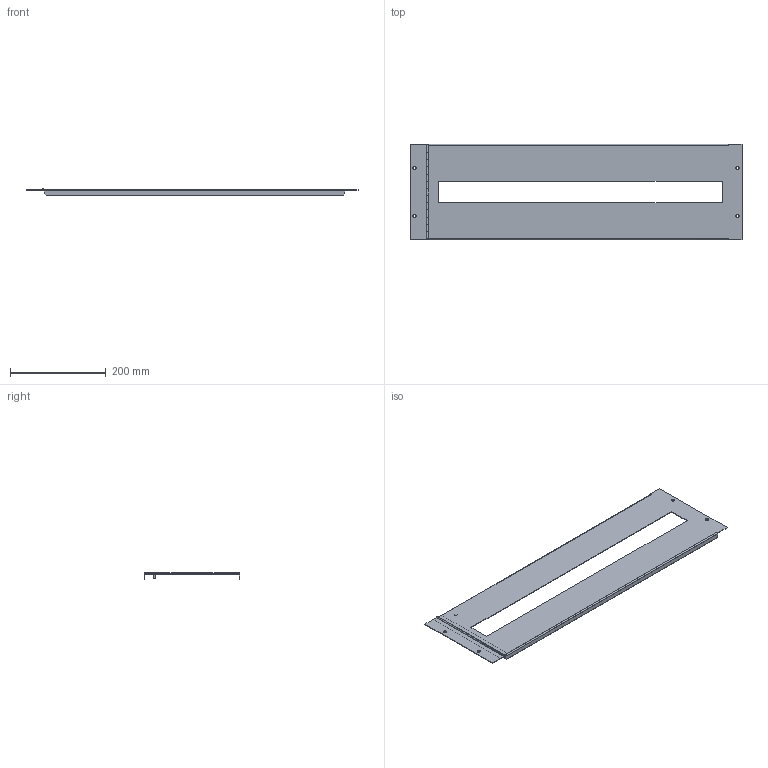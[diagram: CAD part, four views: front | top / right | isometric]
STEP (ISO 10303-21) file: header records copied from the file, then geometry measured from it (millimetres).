
FILE_DESCRIPTION(/* description */ (''),/* implementation_level */ '2;1');
FILE_NAME(/* name */ 'TMA2080.stp',/* time_stamp */ '2017-02-06T16:30:37+01:00',/* author */ (''),/* organization */ (''),/* preprocessor_version */ 'ST-DEVELOPER v15',/* originating_system */ 'SIEMENS PLM Software NX 9.0',/* authorisation */ '');
FILE_SCHEMA (('CONFIG_CONTROL_DESIGN'));
Length unit declared in the file: millimetre
Products named in the file (6): Tapa 300 bis modulos; pieza comun bis; BIS_PIANO2_200; BIS_PIANO1_200; 91355_PERNO_M6x10; TMA2080_stp
Assembly tree (5 placements, depth 2):
  TMA2080_stp
    91355_PERNO_M6x10
    BIS_PIANO1_200
    BIS_PIANO2_200
    pieza comun bis
    Tapa 300 bis modulos
Bounding box: 695 x 199.5 x 13.7 mm (x, y, z)
Volume: 150810.4 mm3; surface area: 261864.4 mm2
Topology: 5 solids, 5 shells, 136 faces, 372 edges, 247 vertices
Faces by surface type: plane 97, cylinder 38, cone 1
Full cylindrical faces by diameter (mm): 6 x1, 6.5 x1, 7 x4
Entity records: 4940 total; most frequent: CARTESIAN_POINT 771, ORIENTED_EDGE 744, DIRECTION 725, EDGE_CURVE 372, LINE 283, VECTOR 283, VERTEX_POINT 247, AXIS2_PLACEMENT_3D 221
